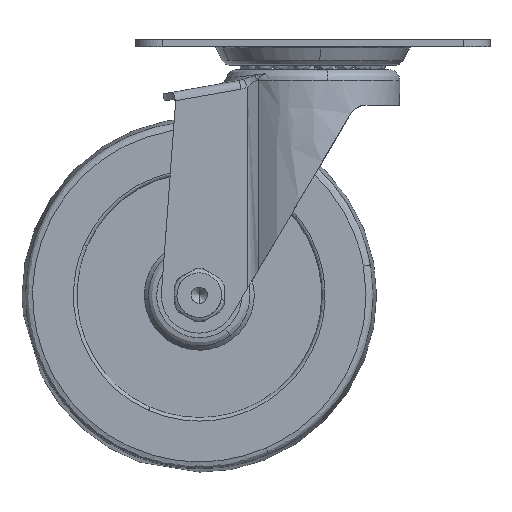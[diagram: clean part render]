
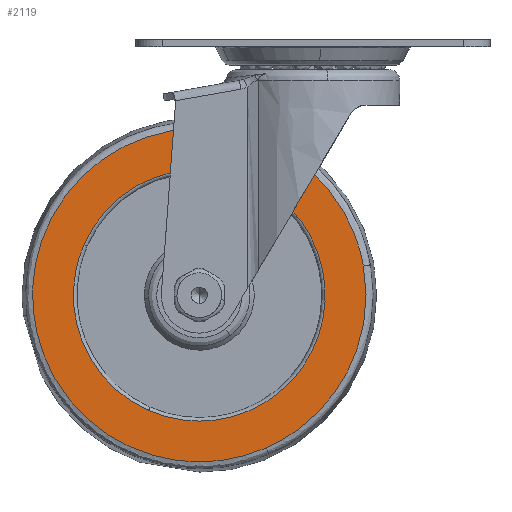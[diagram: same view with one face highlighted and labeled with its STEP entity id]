
A CAD part, front view. The second image highlights one B-rep face of the part: STEP entity #2119.
In plain terms, the highlighted free-form (B-spline) face has degree [1, 1] with [2, 2] control points.
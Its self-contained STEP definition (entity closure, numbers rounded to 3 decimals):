
#968=CARTESIAN_POINT('',(-46.303,-13.5,-102.491));
#969=VERTEX_POINT('',#968);
#985=CARTESIAN_POINT('',(-32.0,-13.5,-105.5));
#986=VERTEX_POINT('',#985);
#987=CARTESIAN_POINT('',(-32.0,-13.5,-105.5));
#988=CARTESIAN_POINT('',(-39.468,-13.5,-105.5));
#989=CARTESIAN_POINT('',(-46.303,-13.5,-102.491));
#997=(BOUNDED_CURVE()B_SPLINE_CURVE(2,(#987,#988,#989),.UNSPECIFIED.,.F.,.U.)B_SPLINE_CURVE_WITH_KNOTS((3,3),(0.5,0.568),.UNSPECIFIED.)CURVE()GEOMETRIC_REPRESENTATION_ITEM()RATIONAL_B_SPLINE_CURVE((1.0,0.92,0.884))REPRESENTATION_ITEM(''));
#998=EDGE_CURVE('',#986,#969,#997,.T.);
#1000=CARTESIAN_POINT('',(-32.0,-13.5,-34.5));
#1001=VERTEX_POINT('',#1000);
#1002=CARTESIAN_POINT('',(-32.0,-13.5,-34.5));
#1003=CARTESIAN_POINT('',(3.5,-13.5,-34.5));
#1004=CARTESIAN_POINT('',(3.5,-13.5,-70.0));
#1005=CARTESIAN_POINT('',(3.5,-13.5,-105.5));
#1006=CARTESIAN_POINT('',(-32.0,-13.5,-105.5));
#1014=(BOUNDED_CURVE()B_SPLINE_CURVE(2,(#1002,#1003,#1004,#1005,#1006),.UNSPECIFIED.,.F.,.U.)B_SPLINE_CURVE_WITH_KNOTS((3,2,3),(0.0,0.25,0.5),.UNSPECIFIED.)CURVE()GEOMETRIC_REPRESENTATION_ITEM()RATIONAL_B_SPLINE_CURVE((1.0,0.707,1.0,0.707,1.0))REPRESENTATION_ITEM(''));
#1015=EDGE_CURVE('',#1001,#986,#1014,.T.);
#1017=CARTESIAN_POINT('',(-64.491,-13.5,-55.697));
#1018=VERTEX_POINT('',#1017);
#1019=CARTESIAN_POINT('',(-64.491,-13.5,-55.697));
#1020=CARTESIAN_POINT('',(-55.16,-13.5,-34.5));
#1021=CARTESIAN_POINT('',(-32.0,-13.5,-34.5));
#1029=(BOUNDED_CURVE()B_SPLINE_CURVE(2,(#1019,#1020,#1021),.UNSPECIFIED.,.F.,.U.)B_SPLINE_CURVE_WITH_KNOTS((3,3),(0.818,1.0),.UNSPECIFIED.)CURVE()GEOMETRIC_REPRESENTATION_ITEM()RATIONAL_B_SPLINE_CURVE((0.884,0.787,1.0))REPRESENTATION_ITEM(''));
#1030=EDGE_CURVE('',#1018,#1001,#1029,.T.);
#1089=CARTESIAN_POINT('',(-46.303,-13.5,-102.491));
#1090=CARTESIAN_POINT('',(-67.5,-13.5,-93.16));
#1091=CARTESIAN_POINT('',(-67.5,-13.5,-70.0));
#1092=CARTESIAN_POINT('',(-67.5,-13.5,-62.532));
#1093=CARTESIAN_POINT('',(-64.491,-13.5,-55.697));
#1101=(BOUNDED_CURVE()B_SPLINE_CURVE(2,(#1089,#1090,#1091,#1092,#1093),.UNSPECIFIED.,.F.,.U.)B_SPLINE_CURVE_WITH_KNOTS((3,2,3),(0.568,0.75,0.818),.UNSPECIFIED.)CURVE()GEOMETRIC_REPRESENTATION_ITEM()RATIONAL_B_SPLINE_CURVE((0.884,0.787,1.0,0.92,0.884))REPRESENTATION_ITEM(''));
#1102=EDGE_CURVE('',#969,#1018,#1101,.T.);
#1701=CARTESIAN_POINT('',(-13.161,-13.5,-113.082));
#1702=VERTEX_POINT('',#1701);
#1716=CARTESIAN_POINT('',(-32.0,-13.5,-117.021));
#1717=VERTEX_POINT('',#1716);
#1718=CARTESIAN_POINT('',(-13.161,-13.5,-113.082));
#1719=CARTESIAN_POINT('',(-22.169,-13.5,-117.021));
#1720=CARTESIAN_POINT('',(-32.0,-13.5,-117.021));
#1728=(BOUNDED_CURVE()B_SPLINE_CURVE(2,(#1718,#1719,#1720),.UNSPECIFIED.,.F.,.U.)B_SPLINE_CURVE_WITH_KNOTS((3,3),(0.432,0.5),.UNSPECIFIED.)CURVE()GEOMETRIC_REPRESENTATION_ITEM()RATIONAL_B_SPLINE_CURVE((0.884,0.92,1.0))REPRESENTATION_ITEM(''));
#1729=EDGE_CURVE('',#1702,#1717,#1728,.T.);
#1731=CARTESIAN_POINT('',(-32.0,-13.5,-22.979));
#1732=VERTEX_POINT('',#1731);
#1733=CARTESIAN_POINT('',(-32.0,-13.5,-117.021));
#1734=CARTESIAN_POINT('',(-79.021,-13.5,-117.021));
#1735=CARTESIAN_POINT('',(-79.021,-13.5,-70.0));
#1736=CARTESIAN_POINT('',(-79.021,-13.5,-22.979));
#1737=CARTESIAN_POINT('',(-32.0,-13.5,-22.979));
#1745=(BOUNDED_CURVE()B_SPLINE_CURVE(2,(#1733,#1734,#1735,#1736,#1737),.UNSPECIFIED.,.F.,.U.)B_SPLINE_CURVE_WITH_KNOTS((3,2,3),(0.5,0.75,1.0),.UNSPECIFIED.)CURVE()GEOMETRIC_REPRESENTATION_ITEM()RATIONAL_B_SPLINE_CURVE((1.0,0.707,1.0,0.707,1.0))REPRESENTATION_ITEM(''));
#1746=EDGE_CURVE('',#1717,#1732,#1745,.T.);
#1748=CARTESIAN_POINT('',(14.295,-13.5,-61.77));
#1749=VERTEX_POINT('',#1748);
#1750=CARTESIAN_POINT('',(-32.0,-13.5,-22.979));
#1751=CARTESIAN_POINT('',(7.399,-13.5,-22.979));
#1752=CARTESIAN_POINT('',(14.295,-13.5,-61.77));
#1760=(BOUNDED_CURVE()B_SPLINE_CURVE(2,(#1750,#1751,#1752),.UNSPECIFIED.,.F.,.U.)B_SPLINE_CURVE_WITH_KNOTS((3,3),(0.0,0.22),.UNSPECIFIED.)CURVE()GEOMETRIC_REPRESENTATION_ITEM()RATIONAL_B_SPLINE_CURVE((1.0,0.742,0.938))REPRESENTATION_ITEM(''));
#1761=EDGE_CURVE('',#1732,#1749,#1760,.T.);
#1859=CARTESIAN_POINT('',(14.295,-13.5,-61.77));
#1860=CARTESIAN_POINT('',(15.021,-13.5,-65.853));
#1861=CARTESIAN_POINT('',(15.021,-13.5,-70.0));
#1862=CARTESIAN_POINT('',(15.021,-13.5,-100.758));
#1863=CARTESIAN_POINT('',(-13.161,-13.5,-113.082));
#1871=(BOUNDED_CURVE()B_SPLINE_CURVE(2,(#1859,#1860,#1861,#1862,#1863),.UNSPECIFIED.,.F.,.U.)B_SPLINE_CURVE_WITH_KNOTS((3,2,3),(0.22,0.25,0.432),.UNSPECIFIED.)CURVE()GEOMETRIC_REPRESENTATION_ITEM()RATIONAL_B_SPLINE_CURVE((0.938,0.965,1.0,0.787,0.884))REPRESENTATION_ITEM(''));
#1872=EDGE_CURVE('',#1749,#1702,#1871,.T.);
#2102=CARTESIAN_POINT('',(-83.718,-13.5,-121.718));
#2103=CARTESIAN_POINT('',(-83.718,-13.5,-18.282));
#2104=CARTESIAN_POINT('',(19.718,-13.5,-121.718));
#2105=CARTESIAN_POINT('',(19.718,-13.5,-18.282));
#2106=B_SPLINE_SURFACE_WITH_KNOTS('',1,1,((#2102,#2104),(#2103,#2105)),.UNSPECIFIED.,.F.,.F.,.U.,(2,2),(2,2),(0.0,103.436),(0.0,103.436),.UNSPECIFIED.);
#2107=ORIENTED_EDGE('',*,*,#1746,.F.);
#2108=ORIENTED_EDGE('',*,*,#1729,.F.);
#2109=ORIENTED_EDGE('',*,*,#1872,.F.);
#2110=ORIENTED_EDGE('',*,*,#1761,.F.);
#2111=EDGE_LOOP('',(#2107,#2108,#2109,#2110));
#2112=FACE_OUTER_BOUND('',#2111,.T.);
#2113=ORIENTED_EDGE('',*,*,#1015,.T.);
#2114=ORIENTED_EDGE('',*,*,#998,.T.);
#2115=ORIENTED_EDGE('',*,*,#1102,.T.);
#2116=ORIENTED_EDGE('',*,*,#1030,.T.);
#2117=EDGE_LOOP('',(#2113,#2114,#2115,#2116));
#2118=FACE_BOUND('',#2117,.T.);
#2119=ADVANCED_FACE('',(#2112,#2118),#2106,.F.);
